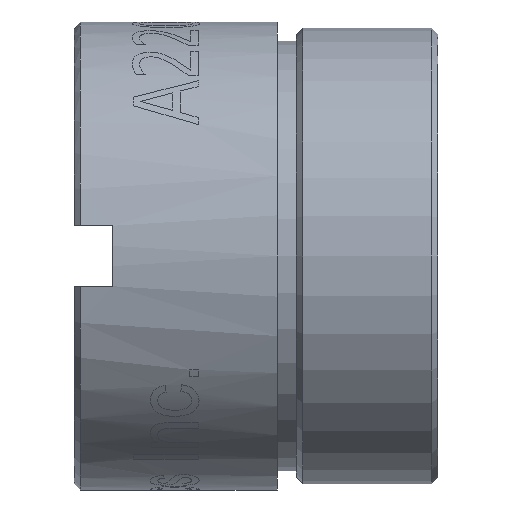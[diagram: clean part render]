
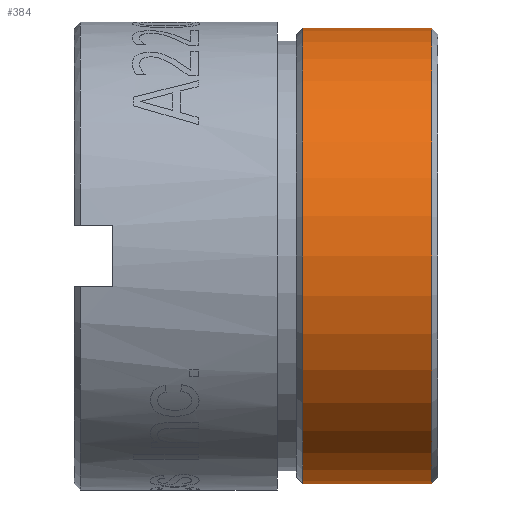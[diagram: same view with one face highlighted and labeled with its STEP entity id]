
A CAD part, front view. The second image highlights one B-rep face of the part: STEP entity #384.
In plain terms, the highlighted cylindrical face has radius 4.5 mm (diameter 9 mm), a partial arc.
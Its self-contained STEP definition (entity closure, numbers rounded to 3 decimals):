
#384 = ADVANCED_FACE ( 'NONE', ( #1789 ), #1952, .T. ) ;
#385 = EDGE_LOOP ( 'NONE', ( #386, #404, #406, #407 ) ) ;
#386 = ORIENTED_EDGE ( 'NONE', *, *, #6517, .F. ) ;
#404 = ORIENTED_EDGE ( 'NONE', *, *, #405, .T. ) ;
#405 = EDGE_CURVE ( 'NONE', #6754, #6344, #1896, .T. ) ;
#406 = ORIENTED_EDGE ( 'NONE', *, *, #6505, .T. ) ;
#407 = ORIENTED_EDGE ( 'NONE', *, *, #408, .T. ) ;
#408 = EDGE_CURVE ( 'NONE', #6758, #6760, #1890, .T. ) ;
#1789 = FACE_OUTER_BOUND ( 'NONE', #385, .T. ) ;
#1886 = DIRECTION ( 'NONE',  ( 0., 0., -1. ) ) ;
#1887 = DIRECTION ( 'NONE',  ( 1., 0., 0. ) ) ;
#1888 = CARTESIAN_POINT ( 'NONE',  ( 4.518, 0., 0. ) ) ;
#1889 = AXIS2_PLACEMENT_3D ( 'NONE', #1888, #1887, #1886 ) ;
#1890 = CIRCLE ( 'NONE', #1889, 4.5 ) ;
#1892 = DIRECTION ( 'NONE',  ( 0., 0., 1. ) ) ;
#1893 = DIRECTION ( 'NONE',  ( -1., 0., 0. ) ) ;
#1894 = CARTESIAN_POINT ( 'NONE',  ( 7.058, 0., 0. ) ) ;
#1895 = AXIS2_PLACEMENT_3D ( 'NONE', #1894, #1893, #1892 ) ;
#1896 = CIRCLE ( 'NONE', #1895, 4.5 ) ;
#1927 = DIRECTION ( 'NONE',  ( 0., 0., 1. ) ) ;
#1928 = DIRECTION ( 'NONE',  ( -1., 0., 0. ) ) ;
#1950 = CARTESIAN_POINT ( 'NONE',  ( 0., 0., 0. ) ) ;
#1951 = AXIS2_PLACEMENT_3D ( 'NONE', #1950, #1928, #1927 ) ;
#1952 = CYLINDRICAL_SURFACE ( 'NONE', #1951, 4.5 ) ;
#3363 = CARTESIAN_POINT ( 'NONE',  ( 7.058, 0., -4.5 ) ) ;
#3532 = CARTESIAN_POINT ( 'NONE',  ( 4.518, 0., -4.5 ) ) ;
#3533 = CARTESIAN_POINT ( 'NONE',  ( 4.518, 0., 4.5 ) ) ;
#5512 = CARTESIAN_POINT ( 'NONE',  ( 7.058, 0., 4.5 ) ) ;
#6079 = DIRECTION ( 'NONE',  ( -1., 0., 0. ) ) ;
#6080 = VECTOR ( 'NONE', #6079, 1000. ) ;
#6081 = CARTESIAN_POINT ( 'NONE',  ( 0., 0., -4.5 ) ) ;
#6082 = LINE ( 'NONE', #6081, #6080 ) ;
#6099 = DIRECTION ( 'NONE',  ( -1., 0., 0. ) ) ;
#6100 = VECTOR ( 'NONE', #6099, 1000. ) ;
#6101 = CARTESIAN_POINT ( 'NONE',  ( 0., 0., 4.5 ) ) ;
#6102 = LINE ( 'NONE', #6101, #6100 ) ;
#6344 = VERTEX_POINT ( 'NONE', #5512 ) ;
#6505 = EDGE_CURVE ( 'NONE', #6344, #6758, #6102, .T. ) ;
#6517 = EDGE_CURVE ( 'NONE', #6754, #6760, #6082, .T. ) ;
#6754 = VERTEX_POINT ( 'NONE', #3363 ) ;
#6758 = VERTEX_POINT ( 'NONE', #3533 ) ;
#6760 = VERTEX_POINT ( 'NONE', #3532 ) ;
